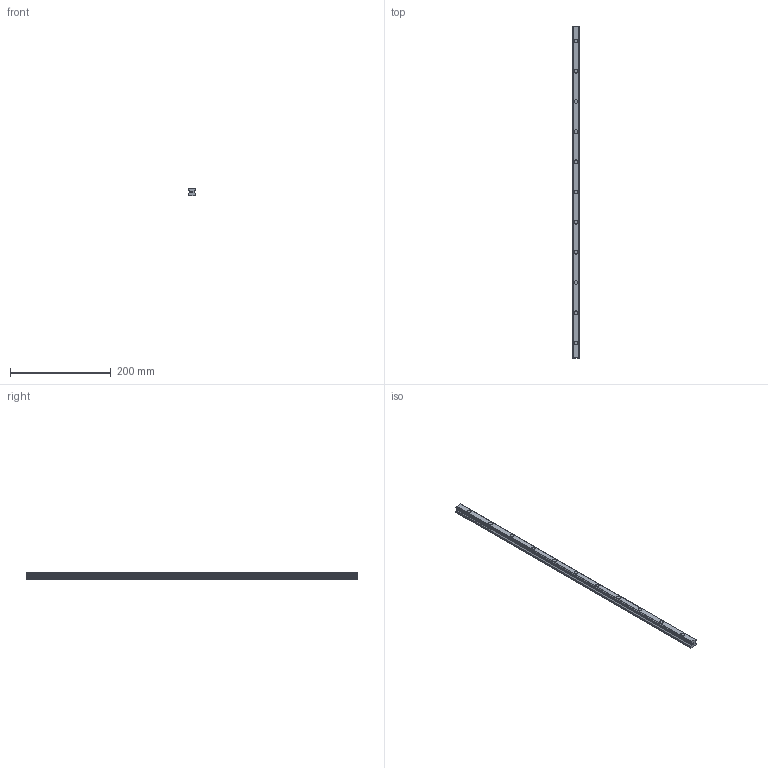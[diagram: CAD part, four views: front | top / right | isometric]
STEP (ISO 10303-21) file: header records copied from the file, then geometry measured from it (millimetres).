
FILE_DESCRIPTION(('STEP AP214'),'1');
FILE_NAME('cctmp_A3246D37-A029-4F8B-82D0-BB6763047356_2020_4_23_10_30_16_383..stp','2020-04-23T08:30:16',('HIWIN GmbH'),('CADClick - www.CADClick.com'),'Spatial InterOp 3D',' ','unknown authorization');
FILE_SCHEMA(('AUTOMOTIVE_DESIGN'));
Length unit declared in the file: millimetre
Products named in the file (1): HGR15R660H_FILE
Bounding box: 15 x 660 x 15 mm (x, y, z)
Volume: 121263.3 mm3; surface area: 44233.9 mm2
Topology: 1 solids, 1 shells, 214 faces, 525 edges, 350 vertices
Faces by surface type: plane 122, cylinder 92
Entity records: 8089 total; most frequent: DIRECTION 1139, CARTESIAN_POINT 1090, ORIENTED_EDGE 1050, EDGE_CURVE 525, AXIS2_PLACEMENT_3D 399, VERTEX_POINT 350, LINE 341, VECTOR 341
